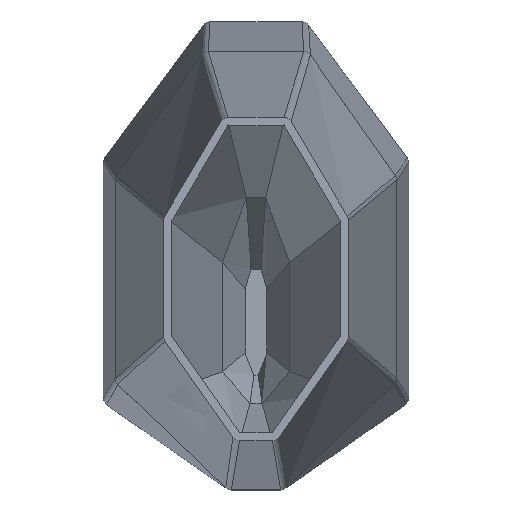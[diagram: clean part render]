
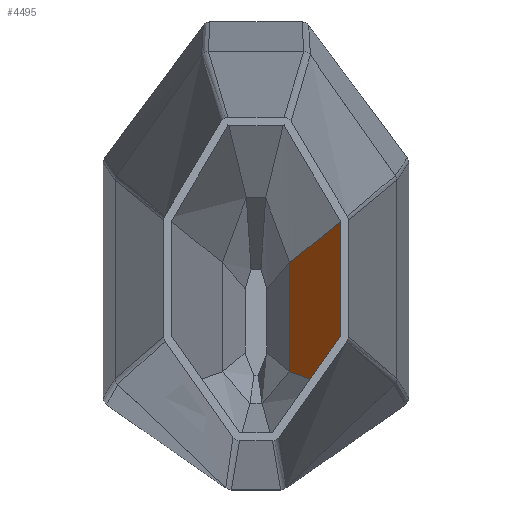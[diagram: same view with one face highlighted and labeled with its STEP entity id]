
A CAD part, front view. The second image highlights one B-rep face of the part: STEP entity #4495.
In plain terms, the highlighted free-form (B-spline) face has degree [1, 1] with [2, 2] control points.
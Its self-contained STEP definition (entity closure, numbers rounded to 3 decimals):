
#3703 = B_SPLINE_SURFACE_WITH_KNOTS('',1,1,(
    (#3704,#3705)
    ,(#3706,#3707
    )),.UNSPECIFIED.,.F.,.F.,.F.,(2,2),(2,2),(0.,26.885),(0.,1.
    ),.PIECEWISE_BEZIER_KNOTS.);
#3704 = CARTESIAN_POINT('',(15.843,90.,-31.184));
#3705 = CARTESIAN_POINT('',(10.824,135.,-35.796));
#3706 = CARTESIAN_POINT('',(15.843,90.,-58.069));
#3707 = CARTESIAN_POINT('',(10.824,135.,-56.898));
#4033 = VERTEX_POINT('',#4034);
#4034 = CARTESIAN_POINT('',(10.824,135.,-35.796));
#4067 = B_SPLINE_SURFACE_WITH_KNOTS('',1,1,(
    (#4068,#4069)
    ,(#4070,#4071
    )),.UNSPECIFIED.,.F.,.F.,.F.,(2,2),(2,2),(0.,14.412),(0.,1.
    ),.PIECEWISE_BEZIER_KNOTS.);
#4068 = CARTESIAN_POINT('',(3.594,135.,-23.329));
#4069 = CARTESIAN_POINT('',(1.186,170.,-33.277));
#4070 = CARTESIAN_POINT('',(10.824,135.,-35.796));
#4071 = CARTESIAN_POINT('',(4.117,170.,-41.194));
#4085 = VERTEX_POINT('',#4086);
#4086 = CARTESIAN_POINT('',(10.824,135.,-56.898));
#4106 = EDGE_CURVE('',#4033,#4085,#4107,.T.);
#4107 = SURFACE_CURVE('',#4108,(#4112,#4118),.PCURVE_S1.);
#4108 = LINE('',#4109,#4110);
#4109 = CARTESIAN_POINT('',(10.824,135.,-35.796));
#4110 = VECTOR('',#4111,1.);
#4111 = DIRECTION('',(0.,0.,-1.));
#4112 = PCURVE('',#3703,#4113);
#4113 = DEFINITIONAL_REPRESENTATION('',(#4114),#4117);
#4114 = B_SPLINE_CURVE_WITH_KNOTS('',1,(#4115,#4116),.UNSPECIFIED.,.F.,
  .F.,(2,2),(0.,21.102),.PIECEWISE_BEZIER_KNOTS.);
#4115 = CARTESIAN_POINT('',(0.,1.));
#4116 = CARTESIAN_POINT('',(26.885,1.));
#4117 = ( GEOMETRIC_REPRESENTATION_CONTEXT(2) 
PARAMETRIC_REPRESENTATION_CONTEXT() REPRESENTATION_CONTEXT('2D SPACE',''
  ) );
#4118 = PCURVE('',#4119,#4124);
#4119 = B_SPLINE_SURFACE_WITH_KNOTS('',1,1,(
    (#4120,#4121)
    ,(#4122,#4123
    )),.UNSPECIFIED.,.F.,.F.,.F.,(2,2),(2,2),(0.,21.102),(0.,1.)
  ,.PIECEWISE_BEZIER_KNOTS.);
#4120 = CARTESIAN_POINT('',(10.824,135.,-35.796));
#4121 = CARTESIAN_POINT('',(4.117,170.,-41.194));
#4122 = CARTESIAN_POINT('',(10.824,135.,-56.898));
#4123 = CARTESIAN_POINT('',(4.117,170.,-54.529));
#4124 = DEFINITIONAL_REPRESENTATION('',(#4125),#4129);
#4125 = LINE('',#4126,#4127);
#4126 = CARTESIAN_POINT('',(0.,0.));
#4127 = VECTOR('',#4128,1.);
#4128 = DIRECTION('',(1.,0.));
#4129 = ( GEOMETRIC_REPRESENTATION_CONTEXT(2) 
PARAMETRIC_REPRESENTATION_CONTEXT() REPRESENTATION_CONTEXT('2D SPACE',''
  ) );
#4171 = B_SPLINE_SURFACE_WITH_KNOTS('',1,1,(
    (#4172,#4173)
    ,(#4174,#4175
    )),.UNSPECIFIED.,.F.,.F.,.F.,(2,2),(2,2),(0.,10.797),(0.,1.
    ),.PIECEWISE_BEZIER_KNOTS.);
#4172 = CARTESIAN_POINT('',(10.824,135.,-56.898));
#4173 = CARTESIAN_POINT('',(4.117,170.,-54.529));
#4174 = CARTESIAN_POINT('',(2.,135.,-63.119));
#4175 = CARTESIAN_POINT('',(0.75,170.,-58.397));
#4448 = EDGE_CURVE('',#4033,#4449,#4451,.T.);
#4449 = VERTEX_POINT('',#4450);
#4450 = CARTESIAN_POINT('',(4.117,170.,-41.194));
#4451 = SURFACE_CURVE('',#4452,(#4455,#4462),.PCURVE_S1.);
#4452 = B_SPLINE_CURVE_WITH_KNOTS('',1,(#4453,#4454),.UNSPECIFIED.,.F.,
  .F.,(2,2),(0.,1.),.PIECEWISE_BEZIER_KNOTS.);
#4453 = CARTESIAN_POINT('',(10.824,135.,-35.796));
#4454 = CARTESIAN_POINT('',(4.117,170.,-41.194));
#4455 = PCURVE('',#4067,#4456);
#4456 = DEFINITIONAL_REPRESENTATION('',(#4457),#4461);
#4457 = LINE('',#4458,#4459);
#4458 = CARTESIAN_POINT('',(14.412,0.));
#4459 = VECTOR('',#4460,1.);
#4460 = DIRECTION('',(0.,1.));
#4461 = ( GEOMETRIC_REPRESENTATION_CONTEXT(2) 
PARAMETRIC_REPRESENTATION_CONTEXT() REPRESENTATION_CONTEXT('2D SPACE',''
  ) );
#4462 = PCURVE('',#4119,#4463);
#4463 = DEFINITIONAL_REPRESENTATION('',(#4464),#4468);
#4464 = LINE('',#4465,#4466);
#4465 = CARTESIAN_POINT('',(0.,0.));
#4466 = VECTOR('',#4467,1.);
#4467 = DIRECTION('',(0.,1.));
#4468 = ( GEOMETRIC_REPRESENTATION_CONTEXT(2) 
PARAMETRIC_REPRESENTATION_CONTEXT() REPRESENTATION_CONTEXT('2D SPACE',''
  ) );
#4495 = ADVANCED_FACE('',(#4496),#4119,.F.);
#4496 = FACE_BOUND('',#4497,.F.);
#4497 = EDGE_LOOP('',(#4498,#4499,#4521,#4546));
#4498 = ORIENTED_EDGE('',*,*,#4106,.T.);
#4499 = ORIENTED_EDGE('',*,*,#4500,.T.);
#4500 = EDGE_CURVE('',#4085,#4501,#4503,.T.);
#4501 = VERTEX_POINT('',#4502);
#4502 = CARTESIAN_POINT('',(4.117,170.,-54.529));
#4503 = SURFACE_CURVE('',#4504,(#4507,#4514),.PCURVE_S1.);
#4504 = B_SPLINE_CURVE_WITH_KNOTS('',1,(#4505,#4506),.UNSPECIFIED.,.F.,
  .F.,(2,2),(0.,1.),.PIECEWISE_BEZIER_KNOTS.);
#4505 = CARTESIAN_POINT('',(10.824,135.,-56.898));
#4506 = CARTESIAN_POINT('',(4.117,170.,-54.529));
#4507 = PCURVE('',#4119,#4508);
#4508 = DEFINITIONAL_REPRESENTATION('',(#4509),#4513);
#4509 = LINE('',#4510,#4511);
#4510 = CARTESIAN_POINT('',(21.102,0.));
#4511 = VECTOR('',#4512,1.);
#4512 = DIRECTION('',(0.,1.));
#4513 = ( GEOMETRIC_REPRESENTATION_CONTEXT(2) 
PARAMETRIC_REPRESENTATION_CONTEXT() REPRESENTATION_CONTEXT('2D SPACE',''
  ) );
#4514 = PCURVE('',#4171,#4515);
#4515 = DEFINITIONAL_REPRESENTATION('',(#4516),#4520);
#4516 = LINE('',#4517,#4518);
#4517 = CARTESIAN_POINT('',(0.,0.));
#4518 = VECTOR('',#4519,1.);
#4519 = DIRECTION('',(0.,1.));
#4520 = ( GEOMETRIC_REPRESENTATION_CONTEXT(2) 
PARAMETRIC_REPRESENTATION_CONTEXT() REPRESENTATION_CONTEXT('2D SPACE',''
  ) );
#4521 = ORIENTED_EDGE('',*,*,#4522,.F.);
#4522 = EDGE_CURVE('',#4449,#4501,#4523,.T.);
#4523 = SURFACE_CURVE('',#4524,(#4528,#4534),.PCURVE_S1.);
#4524 = LINE('',#4525,#4526);
#4525 = CARTESIAN_POINT('',(4.117,170.,-41.194));
#4526 = VECTOR('',#4527,1.);
#4527 = DIRECTION('',(0.,0.,-1.));
#4528 = PCURVE('',#4119,#4529);
#4529 = DEFINITIONAL_REPRESENTATION('',(#4530),#4533);
#4530 = B_SPLINE_CURVE_WITH_KNOTS('',1,(#4531,#4532),.UNSPECIFIED.,.F.,
  .F.,(2,2),(0.,13.335),.PIECEWISE_BEZIER_KNOTS.);
#4531 = CARTESIAN_POINT('',(0.,1.));
#4532 = CARTESIAN_POINT('',(21.102,1.));
#4533 = ( GEOMETRIC_REPRESENTATION_CONTEXT(2) 
PARAMETRIC_REPRESENTATION_CONTEXT() REPRESENTATION_CONTEXT('2D SPACE',''
  ) );
#4534 = PCURVE('',#4535,#4540);
#4535 = B_SPLINE_SURFACE_WITH_KNOTS('',1,1,(
    (#4536,#4537)
    ,(#4538,#4539
    )),.UNSPECIFIED.,.F.,.F.,.F.,(2,2),(2,2),(0.,13.335),(0.,1.
    ),.PIECEWISE_BEZIER_KNOTS.);
#4536 = CARTESIAN_POINT('',(4.117,170.,-41.194));
#4537 = CARTESIAN_POINT('',(1.329,180.,-44.359));
#4538 = CARTESIAN_POINT('',(4.117,170.,-54.529));
#4539 = CARTESIAN_POINT('',(1.329,180.,-52.254));
#4540 = DEFINITIONAL_REPRESENTATION('',(#4541),#4545);
#4541 = LINE('',#4542,#4543);
#4542 = CARTESIAN_POINT('',(0.,0.));
#4543 = VECTOR('',#4544,1.);
#4544 = DIRECTION('',(1.,0.));
#4545 = ( GEOMETRIC_REPRESENTATION_CONTEXT(2) 
PARAMETRIC_REPRESENTATION_CONTEXT() REPRESENTATION_CONTEXT('2D SPACE',''
  ) );
#4546 = ORIENTED_EDGE('',*,*,#4448,.F.);
